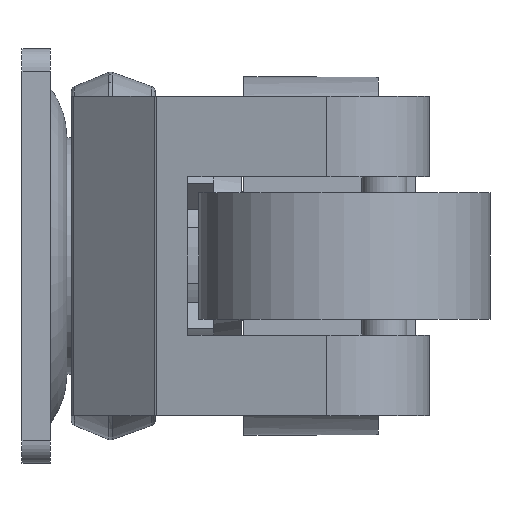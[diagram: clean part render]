
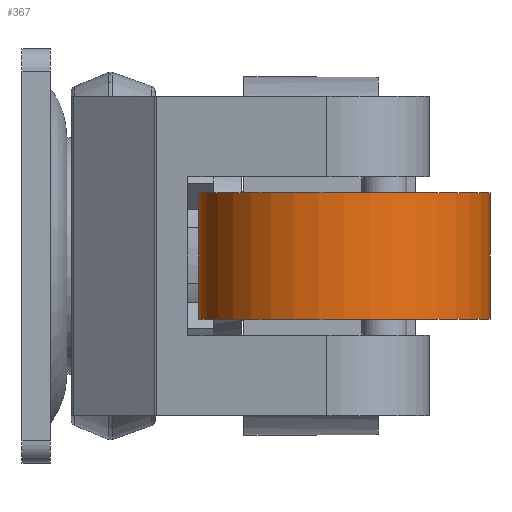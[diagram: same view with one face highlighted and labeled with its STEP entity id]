
A CAD part, left-side view. The second image highlights one B-rep face of the part: STEP entity #367.
In plain terms, the highlighted cylindrical face has radius 26 mm (diameter 52 mm), a full revolution.
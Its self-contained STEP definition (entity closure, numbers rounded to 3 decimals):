
#367 = ADVANCED_FACE( '', ( #798, #799 ), #800, .T. );
#798 = FACE_OUTER_BOUND( '', #1282, .T. );
#799 = FACE_OUTER_BOUND( '', #1283, .T. );
#800 = CYLINDRICAL_SURFACE( '', #1284, 26. );
#1282 = EDGE_LOOP( '', ( #2321 ) );
#1283 = EDGE_LOOP( '', ( #2322 ) );
#1284 = AXIS2_PLACEMENT_3D( '', #2323, #2324, #2325 );
#2321 = ORIENTED_EDGE( '', *, *, #2847, .F. );
#2322 = ORIENTED_EDGE( '', *, *, #2956, .T. );
#2323 = CARTESIAN_POINT( '', ( -46.543, -52.5, 11.25 ) );
#2324 = DIRECTION( '', ( 0., 0., 1. ) );
#2325 = DIRECTION( '', ( -1., 0., 0. ) );
#2847 = EDGE_CURVE( '', #3430, #3430, #3431, .T. );
#2956 = EDGE_CURVE( '', #3610, #3610, #3611, .T. );
#3430 = VERTEX_POINT( '', #4264 );
#3431 = CIRCLE( '', #4265, 26. );
#3610 = VERTEX_POINT( '', #4535 );
#3611 = CIRCLE( '', #4536, 26. );
#4264 = CARTESIAN_POINT( '', ( -20.543, -52.5, 11.25 ) );
#4265 = AXIS2_PLACEMENT_3D( '', #5266, #5267, #5268 );
#4535 = CARTESIAN_POINT( '', ( -20.543, -52.5, -11.25 ) );
#4536 = AXIS2_PLACEMENT_3D( '', #5388, #5389, #5390 );
#5266 = CARTESIAN_POINT( '', ( -46.543, -52.5, 11.25 ) );
#5267 = DIRECTION( '', ( 0., 0., 1. ) );
#5268 = DIRECTION( '', ( 1., 0., 0. ) );
#5388 = CARTESIAN_POINT( '', ( -46.543, -52.5, -11.25 ) );
#5389 = DIRECTION( '', ( 0., 0., 1. ) );
#5390 = DIRECTION( '', ( 1., 0., 0. ) );
